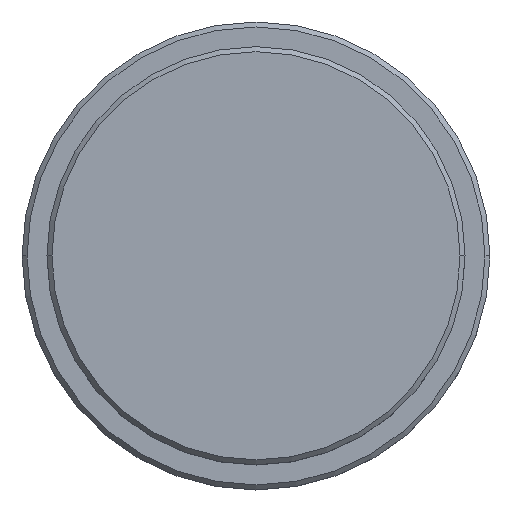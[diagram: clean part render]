
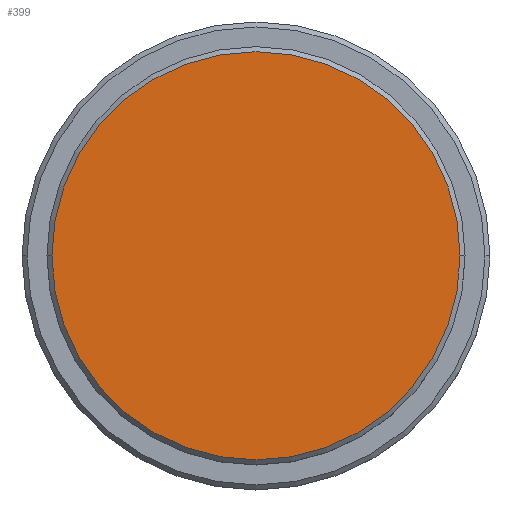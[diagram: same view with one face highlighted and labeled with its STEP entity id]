
A CAD part, top view. The second image highlights one B-rep face of the part: STEP entity #399.
In plain terms, the highlighted planar face has unit normal (0, 0, 1).
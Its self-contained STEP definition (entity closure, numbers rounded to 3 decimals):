
#44 = DIRECTION ( 'NONE',  ( 1., 0., 0. ) ) ;
#179 = ORIENTED_EDGE ( 'NONE', *, *, #1374, .T. ) ;
#187 = DIRECTION ( 'NONE',  ( 1., 0., 0. ) ) ;
#220 = CARTESIAN_POINT ( 'NONE',  ( -20.5, 0., 0. ) ) ;
#347 = CARTESIAN_POINT ( 'NONE',  ( 0., 0., 0. ) ) ;
#348 = AXIS2_PLACEMENT_3D ( 'NONE', #347, #546, #667 ) ;
#367 = CARTESIAN_POINT ( 'NONE',  ( 0., 0., 0. ) ) ;
#395 = EDGE_LOOP ( 'NONE', ( #663, #179 ) ) ;
#399 = ADVANCED_FACE ( 'NONE', ( #1313 ), #1331, .T. ) ;
#439 = AXIS2_PLACEMENT_3D ( 'NONE', #1272, #1295, #187 ) ;
#492 = VERTEX_POINT ( 'NONE', #655 ) ;
#546 = DIRECTION ( 'NONE',  ( 0., 0., 1. ) ) ;
#578 = DIRECTION ( 'NONE',  ( 0., 0., 1. ) ) ;
#612 = EDGE_CURVE ( 'NONE', #951, #492, #1088, .T. ) ;
#655 = CARTESIAN_POINT ( 'NONE',  ( 20.5, 0., 0. ) ) ;
#663 = ORIENTED_EDGE ( 'NONE', *, *, #612, .T. ) ;
#667 = DIRECTION ( 'NONE',  ( 1., 0., 0. ) ) ;
#951 = VERTEX_POINT ( 'NONE', #220 ) ;
#1088 = CIRCLE ( 'NONE', #1116, 20.5 ) ;
#1116 = AXIS2_PLACEMENT_3D ( 'NONE', #367, #578, #44 ) ;
#1272 = CARTESIAN_POINT ( 'NONE',  ( 0., 0., 0. ) ) ;
#1295 = DIRECTION ( 'NONE',  ( 0., 0., 1. ) ) ;
#1313 = FACE_OUTER_BOUND ( 'NONE', #395, .T. ) ;
#1322 = CIRCLE ( 'NONE', #439, 20.5 ) ;
#1331 = PLANE ( 'NONE',  #348 ) ;
#1374 = EDGE_CURVE ( 'NONE', #492, #951, #1322, .T. ) ;
